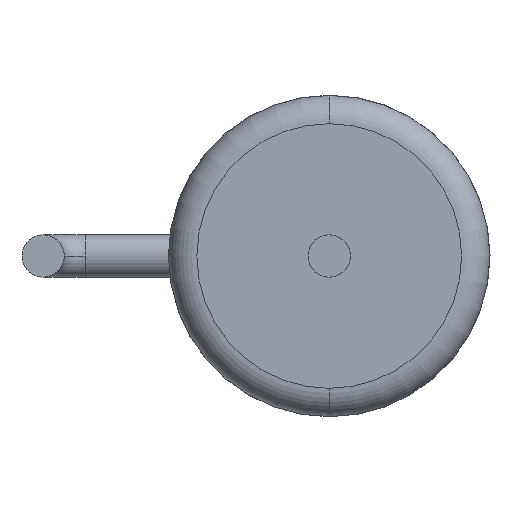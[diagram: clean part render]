
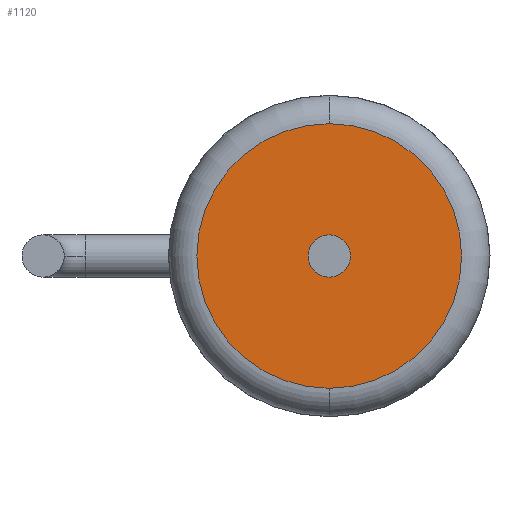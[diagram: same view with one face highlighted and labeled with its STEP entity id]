
A CAD part, front view. The second image highlights one B-rep face of the part: STEP entity #1120.
In plain terms, the highlighted planar face has unit normal (0, -1, 0).
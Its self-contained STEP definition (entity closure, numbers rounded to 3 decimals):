
#10 = EDGE_LOOP ( 'NONE', ( #197, #558 ) ) ;
#38 = VERTEX_POINT ( 'NONE', #1051 ) ;
#66 = VERTEX_POINT ( 'NONE', #491 ) ;
#82 = DIRECTION ( 'NONE',  ( 0., -1., 0. ) ) ;
#118 = CARTESIAN_POINT ( 'NONE',  ( 0., 0.5, 0. ) ) ;
#119 = DIRECTION ( 'NONE',  ( 0., 0., -1. ) ) ;
#123 = EDGE_CURVE ( 'NONE', #38, #444, #674, .T. ) ;
#191 = DIRECTION ( 'NONE',  ( 0., 0., -1. ) ) ;
#197 = ORIENTED_EDGE ( 'NONE', *, *, #880, .F. ) ;
#214 = AXIS2_PLACEMENT_3D ( 'NONE', #477, #286, #119 ) ;
#286 = DIRECTION ( 'NONE',  ( 0., -1., 0. ) ) ;
#365 = CARTESIAN_POINT ( 'NONE',  ( 2.35, 0.5, 0. ) ) ;
#368 = EDGE_CURVE ( 'NONE', #66, #793, #598, .T. ) ;
#373 = CIRCLE ( 'NONE', #604, 0.375 ) ;
#387 = EDGE_LOOP ( 'NONE', ( #587, #1093 ) ) ;
#432 = DIRECTION ( 'NONE',  ( 0., 0., -1. ) ) ;
#444 = VERTEX_POINT ( 'NONE', #942 ) ;
#477 = CARTESIAN_POINT ( 'NONE',  ( 0., 0.5, 0. ) ) ;
#482 = DIRECTION ( 'NONE',  ( 0., 0., -1. ) ) ;
#491 = CARTESIAN_POINT ( 'NONE',  ( 0., 0.5, 0.375 ) ) ;
#550 = DIRECTION ( 'NONE',  ( 0., -1., 0. ) ) ;
#558 = ORIENTED_EDGE ( 'NONE', *, *, #368, .F. ) ;
#587 = ORIENTED_EDGE ( 'NONE', *, *, #123, .T. ) ;
#597 = FACE_OUTER_BOUND ( 'NONE', #387, .T. ) ;
#598 = CIRCLE ( 'NONE', #214, 0.375 ) ;
#604 = AXIS2_PLACEMENT_3D ( 'NONE', #995, #1092, #191 ) ;
#627 = CIRCLE ( 'NONE', #847, 2.35 ) ;
#674 = CIRCLE ( 'NONE', #1168, 2.35 ) ;
#731 = DIRECTION ( 'NONE',  ( 0., -1., 0. ) ) ;
#793 = VERTEX_POINT ( 'NONE', #1158 ) ;
#847 = AXIS2_PLACEMENT_3D ( 'NONE', #118, #550, #482 ) ;
#880 = EDGE_CURVE ( 'NONE', #793, #66, #373, .T. ) ;
#942 = CARTESIAN_POINT ( 'NONE',  ( 0., 0.5, 2.35 ) ) ;
#954 = EDGE_CURVE ( 'NONE', #444, #38, #627, .T. ) ;
#979 = CARTESIAN_POINT ( 'NONE',  ( 0., 0.5, 0. ) ) ;
#991 = DIRECTION ( 'NONE',  ( 0., 0., -1. ) ) ;
#995 = CARTESIAN_POINT ( 'NONE',  ( 0., 0.5, 0. ) ) ;
#1051 = CARTESIAN_POINT ( 'NONE',  ( 0., 0.5, -2.35 ) ) ;
#1083 = FACE_BOUND ( 'NONE', #10, .T. ) ;
#1089 = PLANE ( 'NONE',  #1174 ) ;
#1092 = DIRECTION ( 'NONE',  ( 0., -1., 0. ) ) ;
#1093 = ORIENTED_EDGE ( 'NONE', *, *, #954, .T. ) ;
#1120 = ADVANCED_FACE ( 'NONE', ( #1083, #597 ), #1089, .T. ) ;
#1158 = CARTESIAN_POINT ( 'NONE',  ( 0., 0.5, -0.375 ) ) ;
#1168 = AXIS2_PLACEMENT_3D ( 'NONE', #979, #82, #432 ) ;
#1174 = AXIS2_PLACEMENT_3D ( 'NONE', #365, #731, #991 ) ;
